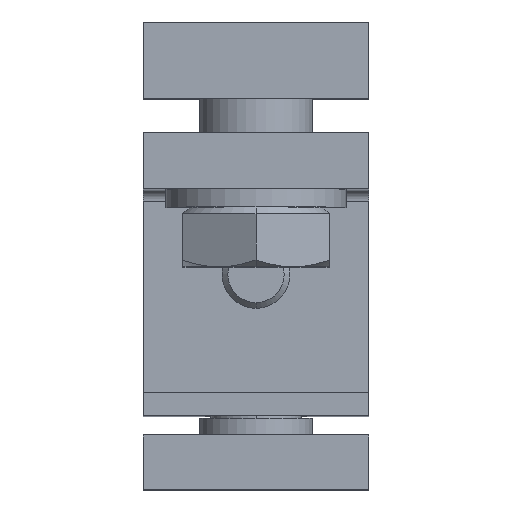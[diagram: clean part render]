
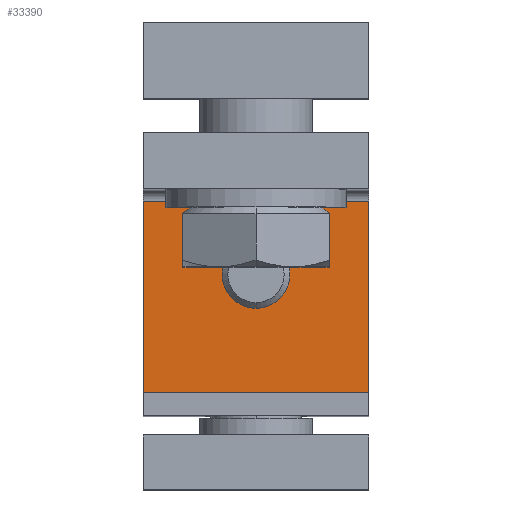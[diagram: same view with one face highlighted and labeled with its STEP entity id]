
A CAD part, top view. The second image highlights one B-rep face of the part: STEP entity #33390.
In plain terms, the highlighted planar face has unit normal (0, 0, 1).
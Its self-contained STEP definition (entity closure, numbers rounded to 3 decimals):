
#30850=CARTESIAN_POINT('',(42.5,1929.643,
1410.472));
#30860=VERTEX_POINT('',#30850);
#30890=CARTESIAN_POINT('',(42.5,1930.643,
1410.472));
#30900=DIRECTION('',(0.,-1.,0.));
#30910=VECTOR('',#30900,1.);
#30920=LINE('',#30890,#30910);
#30930=CARTESIAN_POINT('',(42.5,1912.643,
1410.472));
#30940=VERTEX_POINT('',#30930);
#30950=EDGE_CURVE('',#30860,#30940,#30920,.T.);
#31490=CARTESIAN_POINT('',(62.5,1912.643,
1410.472));
#31500=VERTEX_POINT('',#31490);
#31530=CARTESIAN_POINT('',(62.5,1930.643,
1410.472));
#31540=DIRECTION('',(0.,-1.,0.));
#31550=VECTOR('',#31540,1.);
#31560=LINE('',#31530,#31550);
#31570=CARTESIAN_POINT('',(62.5,1929.643,
1410.472));
#31580=VERTEX_POINT('',#31570);
#31590=EDGE_CURVE('',#31580,#31500,#31560,.T.);
#33030=CARTESIAN_POINT('',(42.5,1912.643,
1410.472));
#33040=DIRECTION('',(0.,-0.,1.));
#33050=DIRECTION('',(0.,1.,0.));
#33060=AXIS2_PLACEMENT_3D('',#33030,#33040,#33050);
#33070=PLANE('',#33060);
#33080=CARTESIAN_POINT('',(52.5,1923.143,
1410.472));
#33090=DIRECTION('',(0.,0.,-1.));
#33100=DIRECTION('',(0.,-1.,0.));
#33110=AXIS2_PLACEMENT_3D('',#33080,#33090,#33100);
#33120=CIRCLE('',#33110,3.);
#33130=CARTESIAN_POINT('',(52.5,1920.143,
1410.472));
#33140=VERTEX_POINT('',#33130);
#33150=CARTESIAN_POINT('',(52.5,1926.143,
1410.472));
#33160=VERTEX_POINT('',#33150);
#33170=EDGE_CURVE('',#33140,#33160,#33120,.T.);
#33180=ORIENTED_EDGE('',*,*,#33170,.T.);
#33190=EDGE_CURVE('',#33160,#33140,#33120,.T.);
#33200=ORIENTED_EDGE('',*,*,#33190,.T.);
#33210=EDGE_LOOP('',(#33200,#33180));
#33220=FACE_BOUND('',#33210,.T.);
#33230=CARTESIAN_POINT('',(42.5,1929.643,
1410.472));
#33240=DIRECTION('',(1.,0.,0.));
#33250=VECTOR('',#33240,1.);
#33260=LINE('',#33230,#33250);
#33270=EDGE_CURVE('',#30860,#31580,#33260,.T.);
#33280=ORIENTED_EDGE('',*,*,#33270,.F.);
#33290=ORIENTED_EDGE('',*,*,#31590,.F.);
#33300=CARTESIAN_POINT('',(42.5,1912.643,
1410.472));
#33310=DIRECTION('',(1.,0.,0.));
#33320=VECTOR('',#33310,1.);
#33330=LINE('',#33300,#33320);
#33340=EDGE_CURVE('',#30940,#31500,#33330,.T.);
#33350=ORIENTED_EDGE('',*,*,#33340,.T.);
#33360=ORIENTED_EDGE('',*,*,#30950,.T.);
#33370=EDGE_LOOP('',(#33360,#33350,#33290,#33280));
#33380=FACE_OUTER_BOUND('',#33370,.T.);
#33390=ADVANCED_FACE('',(#33220,#33380),#33070,.T.);
